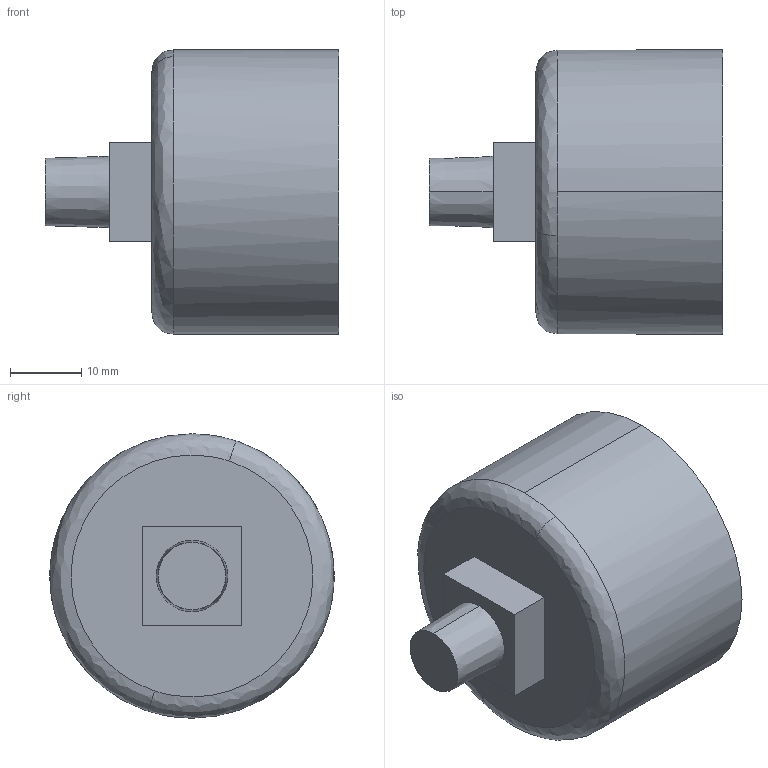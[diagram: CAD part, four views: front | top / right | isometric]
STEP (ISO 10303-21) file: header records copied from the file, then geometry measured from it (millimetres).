
FILE_DESCRIPTION (( 'STEP AP203' ), '1' );
FILE_NAME ('88257F8.step', '2023-05-17T14:17:32', ( '' ), ( '' ), 'SwSTEP 2.0', 'SolidWorks 2021', '' );
FILE_SCHEMA (( 'CONFIG_CONTROL_DESIGN' ));
Length unit declared in the file: inch
Products named in the file (1): 88257F8
Bounding box: 41.3 x 40 x 40 mm (x, y, z)
Volume: 31690.7 mm3; surface area: 6714.8 mm2
Topology: 1 solids, 1 shells, 133 faces, 380 edges, 254 vertices
Faces by surface type: plane 93, cylinder 36, bspline 2, cone 2
Entity records: 4431 total; most frequent: CARTESIAN_POINT 810, ORIENTED_EDGE 760, DIRECTION 720, EDGE_CURVE 380, VECTOR 296, LINE 296, VERTEX_POINT 254, AXIS2_PLACEMENT_3D 212
